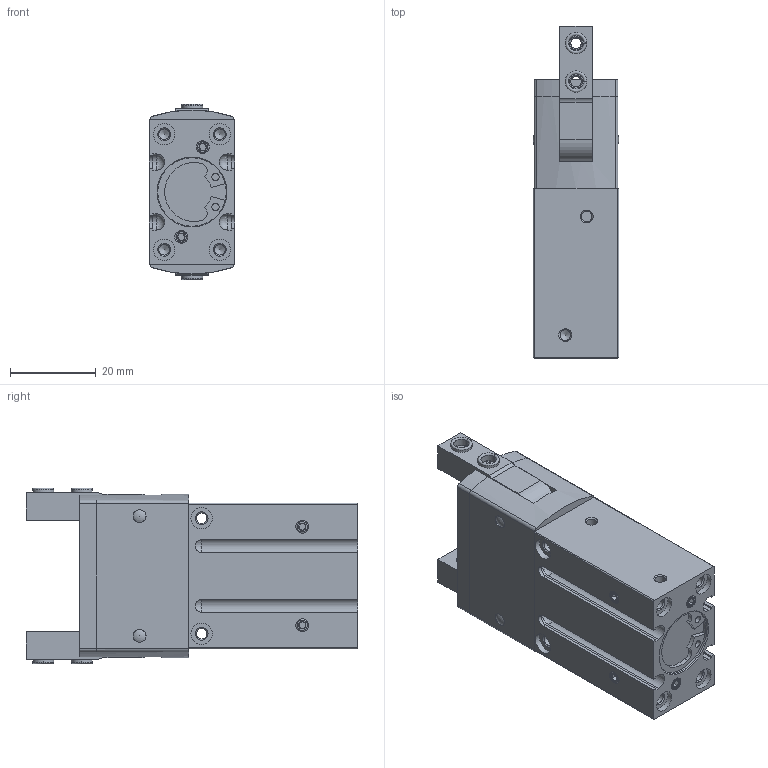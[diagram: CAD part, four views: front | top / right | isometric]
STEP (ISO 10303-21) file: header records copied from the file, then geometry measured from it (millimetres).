
FILE_DESCRIPTION(/* description */ ('STEP AP214'),/* implementation_level */ '2;1');
FILE_NAME(/* name */ '563905_HGRT-16-A-G2',/* time_stamp */ '2024-08-26T16:25:10+02:00',/* author */ ('License CC BY-ND 4.0'),/* organization */ ('CADENAS'),/* preprocessor_version */ 'ST-DEVELOPER v19.3',/* originating_system */ 'PARTsolutions',/* authorisation */ ' ');
FILE_SCHEMA (('AUTOMOTIVE_DESIGN {1 0 10303 214 3 1 1}'));
Length unit declared in the file: millimetre
Products named in the file (9): 563905 HGRT-16-A-G2---(0); 563905 HGRT-16-A-G2---(Geh); DIN-913 - M3x3; 563905 HGRT-16-A-G2---(Griff_Links); 8146543 ZBH-5-B; 563905 HGRT-16-A-G2---(Griff_Rechts); 563905 HGRT-16-A-G2---(Kul); 563905 HGRT-16-A-G2---(Dec); DIN-913 - M6x4
Assembly tree (14 placements, depth 2):
  563905 HGRT-16-A-G2---(0)
    563905 HGRT-16-A-G2---(Geh)
    DIN-913 - M3x3  x4
    563905 HGRT-16-A-G2---(Griff_Links)
    8146543 ZBH-5-B  x4
    563905 HGRT-16-A-G2---(Griff_Rechts)
    563905 HGRT-16-A-G2---(Kul)
    563905 HGRT-16-A-G2---(Dec)
    DIN-913 - M6x4
Bounding box: 20 x 77.5 x 41 mm (x, y, z)
Volume: 38755.6 mm3; surface area: 19406.1 mm2
Topology: 14 solids, 14 shells, 464 faces, 1104 edges, 696 vertices
Faces by surface type: plane 227, cylinder 143, cone 70, sphere 12, torus 12
Full cylindrical faces by diameter (mm): 1.7 x2, 2.459 x16, 2.5 x4, 2.6 x2, 3 x8, 3.01 x4, 3.8 x4, 4.2 x4, 4.9 x2, 4.917 x1, 5 x10, 6 x1, 16 x1, 16.8 x1
Entity records: 11127 total; most frequent: DIRECTION 1954, CARTESIAN_POINT 1890, ORIENTED_EDGE 1652, EDGE_CURVE 826, AXIS2_PLACEMENT_3D 739, VERTEX_POINT 593, FACE_BOUND 565, EDGE_LOOP 558
